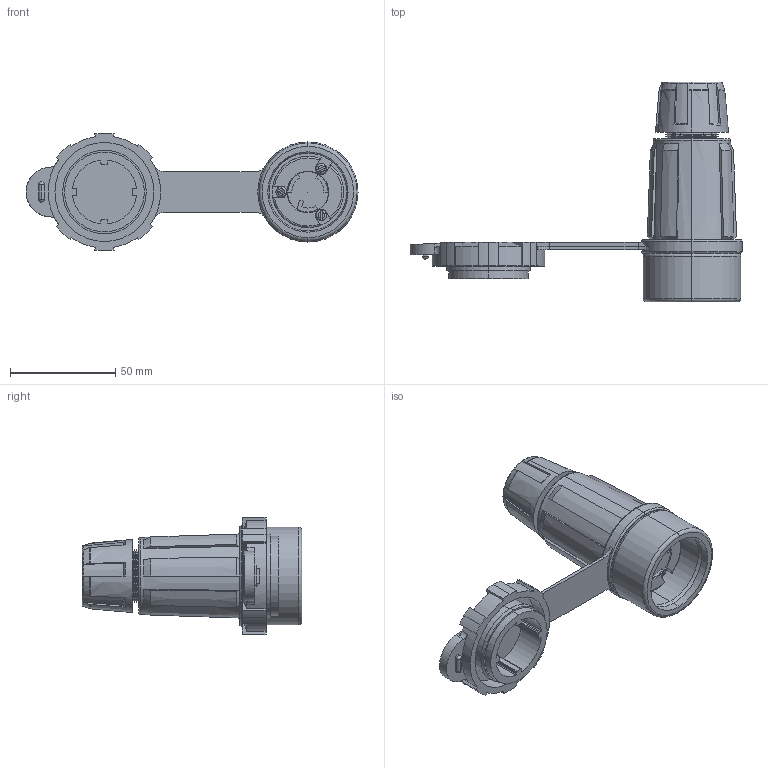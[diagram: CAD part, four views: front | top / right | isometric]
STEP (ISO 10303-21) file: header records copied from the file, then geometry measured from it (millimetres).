
FILE_DESCRIPTION (( 'STEP AP214' ), '1' );
FILE_NAME ('25W34BRY.STEP', '2014-06-19T13:53:06', ( '' ), ( '' ), 'SwSTEP 2.0', 'SolidWorks 2013', '' );
FILE_SCHEMA (( 'AUTOMOTIVE_DESIGN' ));
Length unit declared in the file: inch
Products named in the file (1): 25W34BRY
Bounding box: 157.48 x 104.27 x 55.88 mm (x, y, z)
Volume: 122771.1 mm3; surface area: 38584.7 mm2
Topology: 1 solids, 1 shells, 330 faces, 828 edges, 530 vertices
Faces by surface type: plane 132, cylinder 96, cone 71, torus 29, sphere 2
Entity records: 11639 total; most frequent: CARTESIAN_POINT 1916, DIRECTION 1818, ORIENTED_EDGE 1652, EDGE_CURVE 826, AXIS2_PLACEMENT_3D 704, VERTEX_POINT 530, VECTOR 410, LINE 410
